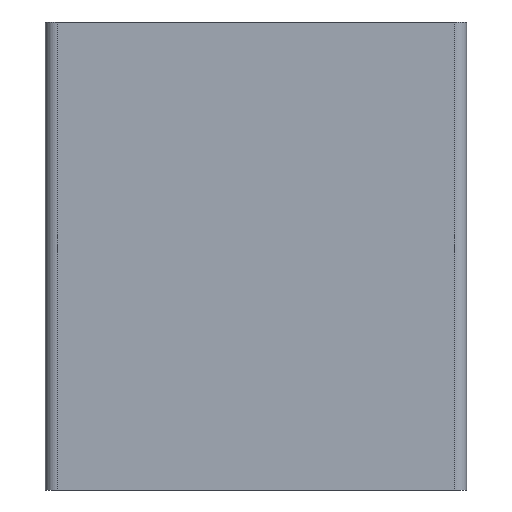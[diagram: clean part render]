
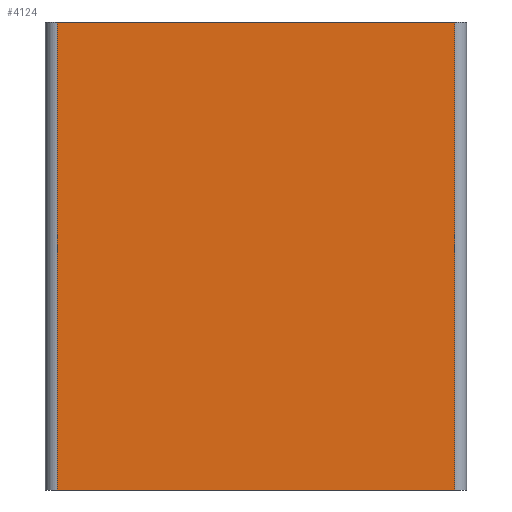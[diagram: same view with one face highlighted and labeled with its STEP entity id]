
A CAD part, front view. The second image highlights one B-rep face of the part: STEP entity #4124.
In plain terms, the highlighted planar face has unit normal (0, -1, 0).
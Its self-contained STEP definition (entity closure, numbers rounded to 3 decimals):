
#166=PLANE('',#4489);
#366=FACE_OUTER_BOUND('',#568,.T.);
#568=EDGE_LOOP('',(#3437,#3438,#3439,#3440));
#1046=LINE('',#6823,#1502);
#1047=LINE('',#6826,#1503);
#1048=LINE('',#6828,#1504);
#1049=LINE('',#6829,#1505);
#1502=VECTOR('',#5617,10.);
#1503=VECTOR('',#5620,10.);
#1504=VECTOR('',#5621,10.);
#1505=VECTOR('',#5622,10.);
#2047=VERTEX_POINT('',#6819);
#2048=VERTEX_POINT('',#6821);
#2049=VERTEX_POINT('',#6825);
#2050=VERTEX_POINT('',#6827);
#2642=EDGE_CURVE('',#2047,#2048,#1046,.T.);
#2643=EDGE_CURVE('',#2049,#2047,#1047,.T.);
#2644=EDGE_CURVE('',#2050,#2048,#1048,.T.);
#2645=EDGE_CURVE('',#2049,#2050,#1049,.T.);
#3437=ORIENTED_EDGE('',*,*,#2643,.T.);
#3438=ORIENTED_EDGE('',*,*,#2642,.T.);
#3439=ORIENTED_EDGE('',*,*,#2644,.F.);
#3440=ORIENTED_EDGE('',*,*,#2645,.F.);
#4124=ADVANCED_FACE('',(#366),#166,.T.);
#4489=AXIS2_PLACEMENT_3D('',#6824,#5618,#5619);
#5617=DIRECTION('',(0.,0.,1.));
#5618=DIRECTION('center_axis',(0.,-1.,0.));
#5619=DIRECTION('ref_axis',(1.,0.,0.));
#5620=DIRECTION('',(1.,0.,0.));
#5621=DIRECTION('',(1.,0.,0.));
#5622=DIRECTION('',(0.,0.,1.));
#6819=CARTESIAN_POINT('',(92.571,5.596,0.));
#6821=CARTESIAN_POINT('',(92.571,5.596,100.));
#6823=CARTESIAN_POINT('',(92.571,5.596,0.));
#6824=CARTESIAN_POINT('Origin',(7.571,5.596,0.));
#6825=CARTESIAN_POINT('',(7.571,5.596,0.));
#6826=CARTESIAN_POINT('',(7.571,5.596,0.));
#6827=CARTESIAN_POINT('',(7.571,5.596,100.));
#6828=CARTESIAN_POINT('',(7.571,5.596,100.));
#6829=CARTESIAN_POINT('',(7.571,5.596,0.));
